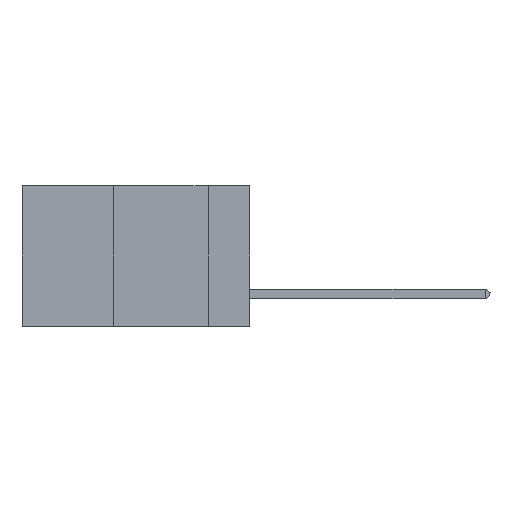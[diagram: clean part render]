
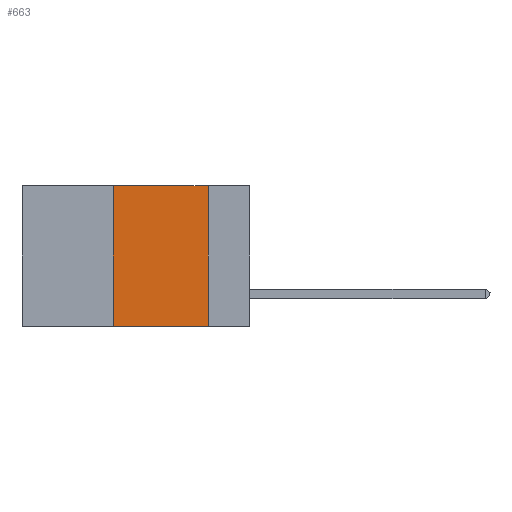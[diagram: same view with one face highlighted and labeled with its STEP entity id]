
A CAD part, left-side view. The second image highlights one B-rep face of the part: STEP entity #663.
In plain terms, the highlighted planar face has unit normal (-1, 0, 0).
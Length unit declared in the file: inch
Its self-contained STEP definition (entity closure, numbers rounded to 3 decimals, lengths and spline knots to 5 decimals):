
#663 = ADVANCED_FACE ( 'NONE', ( #12134 ), #5839, .F. ) ;
#665 = ORIENTED_EDGE ( 'NONE', *, *, #6922, .F. ) ;
#771 = LINE ( 'NONE', #1171, #11737 ) ;
#1171 = CARTESIAN_POINT ( 'NONE',  ( 0., 0.6, 0. ) ) ;
#1343 = VECTOR ( 'NONE', #10629, 39.37008 ) ;
#1992 = CARTESIAN_POINT ( 'NONE',  ( 0., 0.36, -0.37 ) ) ;
#2208 = DIRECTION ( 'NONE',  ( 0., -1., 0. ) ) ;
#2306 = VERTEX_POINT ( 'NONE', #1992 ) ;
#2585 = EDGE_CURVE ( 'NONE', #2306, #5787, #5781, .T. ) ;
#3280 = CARTESIAN_POINT ( 'NONE',  ( 0., 0.36, 0. ) ) ;
#3965 = VERTEX_POINT ( 'NONE', #4678 ) ;
#4665 = CARTESIAN_POINT ( 'NONE',  ( 0., 0.6, -0.37 ) ) ;
#4678 = CARTESIAN_POINT ( 'NONE',  ( 0., 0.11, 0. ) ) ;
#4914 = DIRECTION ( 'NONE',  ( 1., 0., 0. ) ) ;
#5624 = DIRECTION ( 'NONE',  ( 0., 0., 1. ) ) ;
#5763 = VERTEX_POINT ( 'NONE', #3280 ) ;
#5781 = LINE ( 'NONE', #4665, #1343 ) ;
#5787 = VERTEX_POINT ( 'NONE', #8367 ) ;
#5839 = PLANE ( 'NONE',  #7145 ) ;
#5878 = ORIENTED_EDGE ( 'NONE', *, *, #10563, .F. ) ;
#6922 = EDGE_CURVE ( 'NONE', #3965, #5787, #9812, .T. ) ;
#7145 = AXIS2_PLACEMENT_3D ( 'NONE', #10019, #4914, #13094 ) ;
#7354 = ORIENTED_EDGE ( 'NONE', *, *, #11696, .F. ) ;
#8367 = CARTESIAN_POINT ( 'NONE',  ( 0., 0.11, -0.37 ) ) ;
#9786 = VECTOR ( 'NONE', #5624, 39.37008 ) ;
#9812 = LINE ( 'NONE', #12549, #11092 ) ;
#9956 = LINE ( 'NONE', #11913, #9786 ) ;
#10019 = CARTESIAN_POINT ( 'NONE',  ( 0., 0.6, 0. ) ) ;
#10563 = EDGE_CURVE ( 'NONE', #5763, #3965, #771, .T. ) ;
#10629 = DIRECTION ( 'NONE',  ( 0., -1., 0. ) ) ;
#11081 = ORIENTED_EDGE ( 'NONE', *, *, #2585, .T. ) ;
#11092 = VECTOR ( 'NONE', #11542, 39.37008 ) ;
#11542 = DIRECTION ( 'NONE',  ( 0., 0., -1. ) ) ;
#11696 = EDGE_CURVE ( 'NONE', #2306, #5763, #9956, .T. ) ;
#11737 = VECTOR ( 'NONE', #2208, 39.37008 ) ;
#11913 = CARTESIAN_POINT ( 'NONE',  ( 0., 0.36, 0. ) ) ;
#12134 = FACE_OUTER_BOUND ( 'NONE', #12698, .T. ) ;
#12549 = CARTESIAN_POINT ( 'NONE',  ( 0., 0.11, 0. ) ) ;
#12698 = EDGE_LOOP ( 'NONE', ( #665, #5878, #7354, #11081 ) ) ;
#13094 = DIRECTION ( 'NONE',  ( 0., 0., -1. ) ) ;
